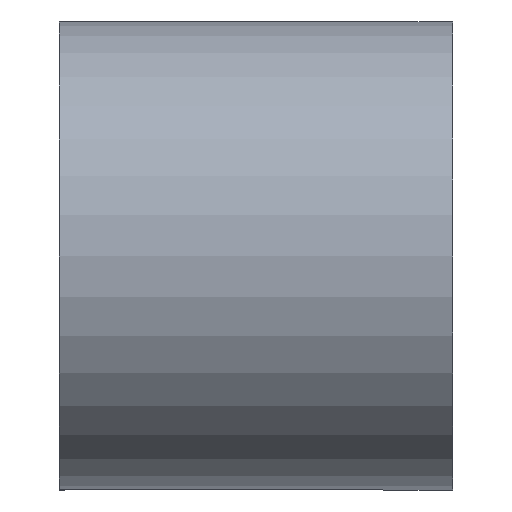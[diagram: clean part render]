
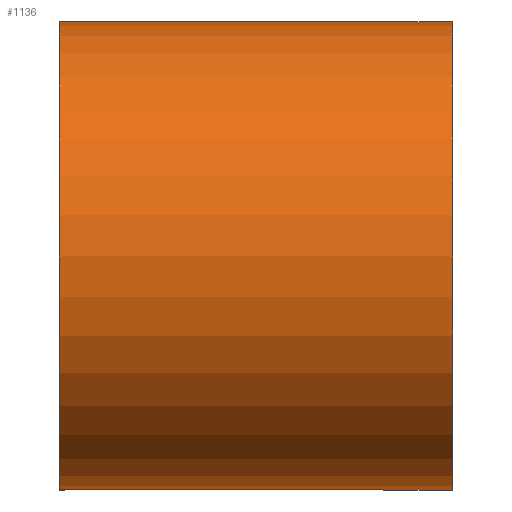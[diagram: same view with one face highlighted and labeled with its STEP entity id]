
A CAD part, front view. The second image highlights one B-rep face of the part: STEP entity #1136.
In plain terms, the highlighted cylindrical face has radius 12.8 mm (diameter 25.6 mm), a partial arc.
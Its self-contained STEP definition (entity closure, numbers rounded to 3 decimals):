
#70=LINE('',#1771,#182);
#78=LINE('',#1802,#190);
#83=LINE('',#1812,#195);
#107=LINE('',#1882,#219);
#182=VECTOR('',#1414,10.);
#190=VECTOR('',#1446,10.);
#195=VECTOR('',#1453,10.);
#219=VECTOR('',#1527,10.);
#262=CYLINDRICAL_SURFACE('',#1252,12.8);
#310=FACE_OUTER_BOUND('',#380,.T.);
#380=EDGE_LOOP('',(#917,#918,#919,#920,#921,#922));
#416=CIRCLE('',#1190,12.8);
#438=CIRCLE('',#1230,12.8);
#469=VERTEX_POINT('',#1659);
#470=VERTEX_POINT('',#1660);
#515=VERTEX_POINT('',#1770);
#526=VERTEX_POINT('',#1801);
#528=VERTEX_POINT('',#1806);
#530=VERTEX_POINT('',#1810);
#582=EDGE_CURVE('',#469,#470,#416,.T.);
#637=EDGE_CURVE('',#515,#469,#70,.T.);
#651=EDGE_CURVE('',#526,#515,#78,.T.);
#656=EDGE_CURVE('',#530,#528,#83,.T.);
#659=EDGE_CURVE('',#530,#526,#438,.T.);
#692=EDGE_CURVE('',#528,#470,#107,.T.);
#917=ORIENTED_EDGE('',*,*,#582,.T.);
#918=ORIENTED_EDGE('',*,*,#692,.F.);
#919=ORIENTED_EDGE('',*,*,#656,.F.);
#920=ORIENTED_EDGE('',*,*,#659,.T.);
#921=ORIENTED_EDGE('',*,*,#651,.T.);
#922=ORIENTED_EDGE('',*,*,#637,.T.);
#1136=ADVANCED_FACE('',(#310),#262,.T.);
#1190=AXIS2_PLACEMENT_3D('',#1661,#1324,#1325);
#1230=AXIS2_PLACEMENT_3D('',#1818,#1459,#1460);
#1252=AXIS2_PLACEMENT_3D('',#1881,#1525,#1526);
#1324=DIRECTION('center_axis',(-1.,0.,0.));
#1325=DIRECTION('ref_axis',(0.,0.,
1.));
#1414=DIRECTION('',(1.,0.,0.));
#1446=DIRECTION('',(1.,0.,0.));
#1453=DIRECTION('',(1.,0.,0.));
#1459=DIRECTION('center_axis',(1.,0.,0.));
#1460=DIRECTION('ref_axis',(0.,0.,
1.));
#1525=DIRECTION('center_axis',(-1.,0.,0.));
#1526=DIRECTION('ref_axis',(0.,0.,
1.));
#1527=DIRECTION('',(1.,0.,0.));
#1659=CARTESIAN_POINT('',(-17.3,-60.,-12.8));
#1660=CARTESIAN_POINT('',(-17.3,-60.,12.8));
#1661=CARTESIAN_POINT('Origin',(-17.3,-60.,0.));
#1770=CARTESIAN_POINT('',(-20.8,-60.,-12.8));
#1771=CARTESIAN_POINT('',(-17.2,-60.,-12.8));
#1801=CARTESIAN_POINT('',(-38.8,-60.,-12.8));
#1802=CARTESIAN_POINT('',(-38.8,-60.,-12.8));
#1806=CARTESIAN_POINT('',(-20.8,-60.,12.8));
#1810=CARTESIAN_POINT('',(-38.8,-60.,12.8));
#1812=CARTESIAN_POINT('',(-38.8,-60.,12.8));
#1818=CARTESIAN_POINT('Origin',(-38.8,-60.,0.));
#1881=CARTESIAN_POINT('Origin',(-17.2,-60.,0.));
#1882=CARTESIAN_POINT('',(-17.2,-60.,12.8));
